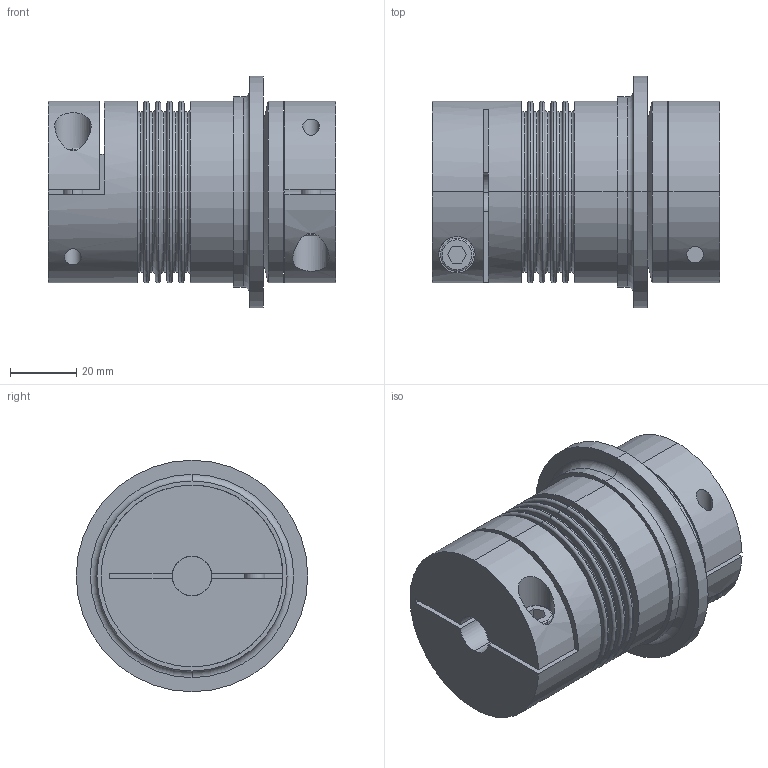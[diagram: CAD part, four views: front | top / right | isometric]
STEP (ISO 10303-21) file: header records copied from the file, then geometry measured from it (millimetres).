
FILE_DESCRIPTION(('STEP AP214'),'1');
FILE_NAME('cctmp_B332AF1F-EC30-4893-B8A0-AAAF80CD6B4D_2023_06_06_14_40_58_0955..stp','2023-06-06T12:40:59',('R+W Antriebselemente GmbH'),('CADClick - www.CADClick.com'),'Spatial InterOp 3D',' ','unknown authorization');
FILE_SCHEMA(('AUTOMOTIVE_DESIGN'));
Length unit declared in the file: millimetre
Products named in the file (1): SK2/30/87/F/12/12/23/16-30
Bounding box: 87 x 70 x 70 mm (x, y, z)
Volume: 196429.3 mm3; surface area: 38557.5 mm2
Topology: 1 solids, 1 shells, 137 faces, 309 edges, 198 vertices
Faces by surface type: plane 51, torus 42, cylinder 42, cone 2
Entity records: 5264 total; most frequent: CARTESIAN_POINT 905, DIRECTION 762, ORIENTED_EDGE 618, AXIS2_PLACEMENT_3D 327, EDGE_CURVE 309, VERTEX_POINT 198, CIRCLE 189, EDGE_LOOP 165
